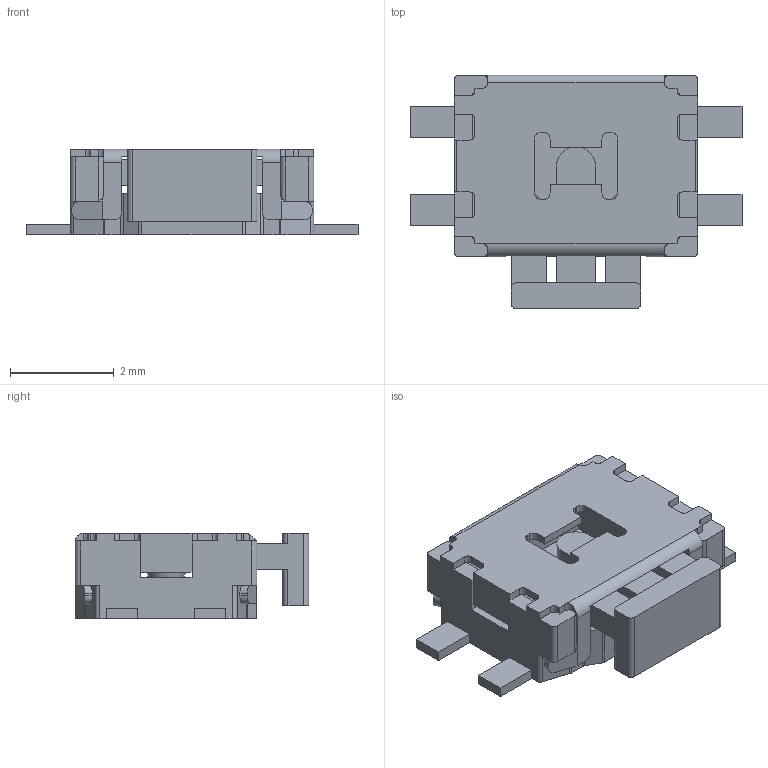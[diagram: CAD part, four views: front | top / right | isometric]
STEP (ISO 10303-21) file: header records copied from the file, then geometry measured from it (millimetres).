
FILE_DESCRIPTION((' '),'2;1');
FILE_NAME('TL1014AFxxxQG.stp','2017-07-28T10:42:00',(' '),(' '),' ','ACIS',' ');
FILE_SCHEMA(('CONFIG_CONTROL_DESIGN'));
Length unit declared in the file: inch
Products named in the file (1): TL1014AFxxxQG.stp
Bounding box: 6.4 x 4.5 x 1.65 mm (x, y, z)
Volume: 23.6 mm3; surface area: 138.8 mm2
Topology: 1 solids, 1 shells, 271 faces, 848 edges, 549 vertices
Faces by surface type: plane 183, cylinder 87, sphere 1
Entity records: 9570 total; most frequent: CARTESIAN_POINT 1747, ORIENTED_EDGE 1692, DIRECTION 1575, EDGE_CURVE 846, VECTOR 643, LINE 643, VERTEX_POINT 548, AXIS2_PLACEMENT_3D 466
